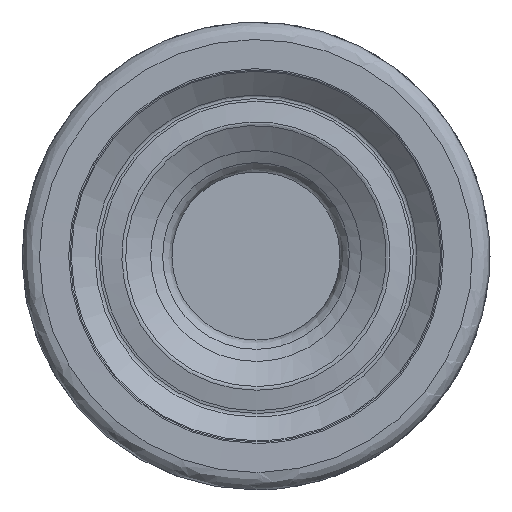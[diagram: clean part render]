
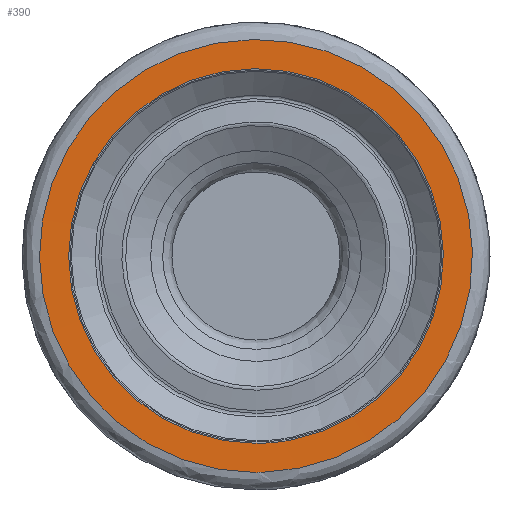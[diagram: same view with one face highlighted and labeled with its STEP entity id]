
A CAD part, left-side view. The second image highlights one B-rep face of the part: STEP entity #390.
In plain terms, the highlighted face is a revolution surface.
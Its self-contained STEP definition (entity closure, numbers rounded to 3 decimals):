
#36=SURFACE_OF_REVOLUTION('',#88,#62);
#62=AXIS1_PLACEMENT('',#1059,#887);
#88=LINE('',#1058,#102);
#102=VECTOR('',#886,1.282);
#319=FACE_BOUND('',#458,.T.);
#320=FACE_BOUND('',#459,.T.);
#390=ADVANCED_FACE('',(#319,#320),#36,.T.);
#458=EDGE_LOOP('',(#546));
#459=EDGE_LOOP('',(#547));
#546=ORIENTED_EDGE('',*,*,#660,.F.);
#547=ORIENTED_EDGE('',*,*,#661,.T.);
#616=VERTEX_POINT('',#1055);
#617=VERTEX_POINT('',#1057);
#660=EDGE_CURVE('',#616,#616,#704,.T.);
#661=EDGE_CURVE('',#617,#617,#705,.T.);
#704=CIRCLE('',#768,9.253);
#705=CIRCLE('',#769,8.006);
#768=AXIS2_PLACEMENT_3D('',#1054,#882,#883);
#769=AXIS2_PLACEMENT_3D('',#1056,#884,#885);
#882=DIRECTION('',(1.,0.,0.));
#883=DIRECTION('',(0.,0.,-1.));
#884=DIRECTION('',(1.,0.,0.));
#885=DIRECTION('',(0.,0.,-1.));
#886=DIRECTION('',(-0.005,-0.98,-0.197));
#887=DIRECTION('',(1.,0.,0.));
#1054=CARTESIAN_POINT('',(0.005,0.,0.));
#1055=CARTESIAN_POINT('',(0.005,0.,-9.253));
#1056=CARTESIAN_POINT('',(0.011,0.,0.));
#1057=CARTESIAN_POINT('',(0.011,0.,-8.006));
#1058=CARTESIAN_POINT('',(0.011,-7.995,0.426));
#1059=CARTESIAN_POINT('',(8.638,0.,0.));
